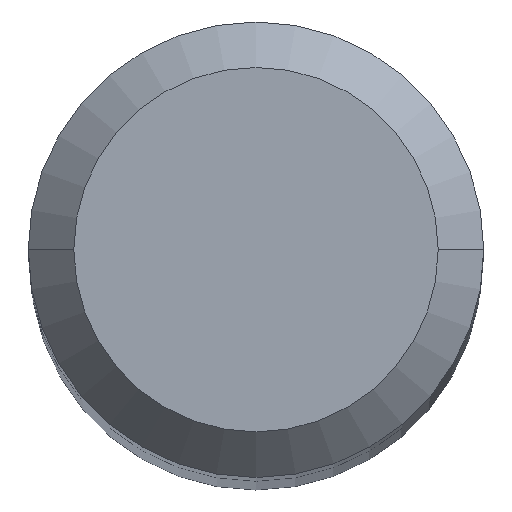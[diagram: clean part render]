
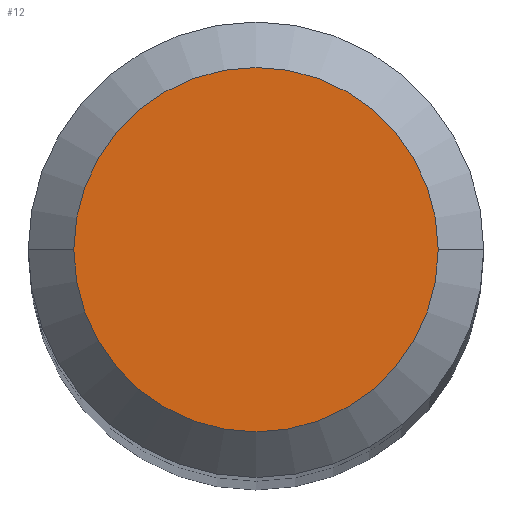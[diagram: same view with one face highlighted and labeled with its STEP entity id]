
A CAD part, top view. The second image highlights one B-rep face of the part: STEP entity #12.
In plain terms, the highlighted planar face has unit normal (0, 0, 1).
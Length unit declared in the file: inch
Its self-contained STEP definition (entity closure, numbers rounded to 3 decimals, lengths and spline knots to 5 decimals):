
#12 = ADVANCED_FACE ( 'NONE', ( #431 ), #247, .F. ) ;
#24 = EDGE_CURVE ( 'NONE', #438, #200, #356, .T. ) ;
#27 = CARTESIAN_POINT ( 'NONE',  ( 0.126, 0., 0. ) ) ;
#53 = CARTESIAN_POINT ( 'NONE',  ( 0., 0., 0. ) ) ;
#130 = ORIENTED_EDGE ( 'NONE', *, *, #484, .T. ) ;
#149 = DIRECTION ( 'NONE',  ( 0., 0., 1. ) ) ;
#154 = DIRECTION ( 'NONE',  ( 1., 0., 0. ) ) ;
#176 = DIRECTION ( 'NONE',  ( -1., 0., 0. ) ) ;
#185 = ORIENTED_EDGE ( 'NONE', *, *, #24, .T. ) ;
#198 = EDGE_LOOP ( 'NONE', ( #130, #185 ) ) ;
#200 = VERTEX_POINT ( 'NONE', #301 ) ;
#221 = CARTESIAN_POINT ( 'NONE',  ( 0., 0., 0. ) ) ;
#240 = AXIS2_PLACEMENT_3D ( 'NONE', #221, #149, #154 ) ;
#247 = PLANE ( 'NONE',  #486 ) ;
#253 = DIRECTION ( 'NONE',  ( 0., 0., 1. ) ) ;
#301 = CARTESIAN_POINT ( 'NONE',  ( -0.126, 0., 0. ) ) ;
#319 = DIRECTION ( 'NONE',  ( 1., 0., 0. ) ) ;
#322 = CARTESIAN_POINT ( 'NONE',  ( 0., 0., 0. ) ) ;
#347 = AXIS2_PLACEMENT_3D ( 'NONE', #322, #253, #319 ) ;
#356 = CIRCLE ( 'NONE', #240, 0.126 ) ;
#390 = DIRECTION ( 'NONE',  ( 0., 0., -1. ) ) ;
#412 = CIRCLE ( 'NONE', #347, 0.126 ) ;
#431 = FACE_OUTER_BOUND ( 'NONE', #198, .T. ) ;
#438 = VERTEX_POINT ( 'NONE', #27 ) ;
#484 = EDGE_CURVE ( 'NONE', #200, #438, #412, .T. ) ;
#486 = AXIS2_PLACEMENT_3D ( 'NONE', #53, #390, #176 ) ;
